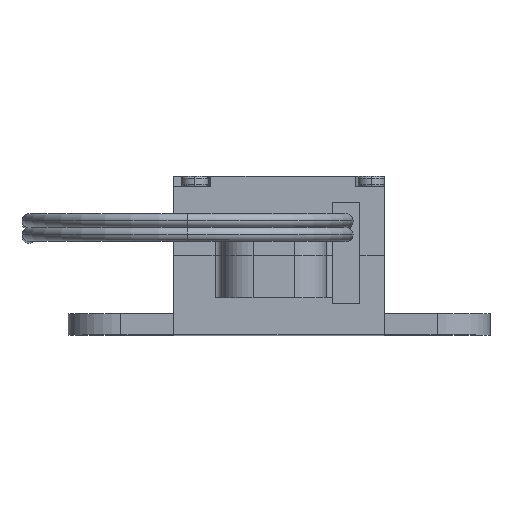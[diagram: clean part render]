
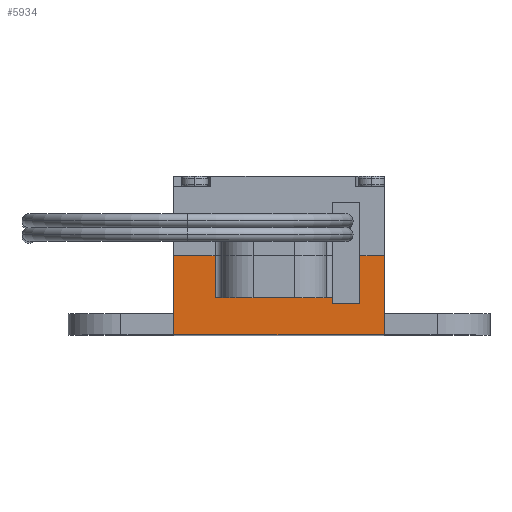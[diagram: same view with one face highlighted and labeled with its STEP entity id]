
A CAD part, top view. The second image highlights one B-rep face of the part: STEP entity #5934.
In plain terms, the highlighted planar face has unit normal (0, 0, 1).
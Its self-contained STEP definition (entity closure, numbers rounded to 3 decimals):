
#20 = EDGE_CURVE ( 'NONE', #11355, #12406, #10411, .T. ) ;
#142 = ORIENTED_EDGE ( 'NONE', *, *, #8153, .T. ) ;
#231 = EDGE_CURVE ( 'NONE', #10401, #4756, #5713, .T. ) ;
#416 = ORIENTED_EDGE ( 'NONE', *, *, #8717, .F. ) ;
#1731 = ORIENTED_EDGE ( 'NONE', *, *, #10150, .F. ) ;
#1732 = CARTESIAN_POINT ( 'NONE',  ( 17.6, 3., 0. ) ) ;
#2144 = ORIENTED_EDGE ( 'NONE', *, *, #231, .T. ) ;
#2250 = DIRECTION ( 'NONE',  ( 1., 0., 0. ) ) ;
#2593 = EDGE_CURVE ( 'NONE', #10401, #12406, #4228, .T. ) ;
#2611 = VERTEX_POINT ( 'NONE', #7810 ) ;
#2728 = CARTESIAN_POINT ( 'NONE',  ( 19.9, 7.5, 0. ) ) ;
#3529 = VERTEX_POINT ( 'NONE', #6374 ) ;
#4191 = DIRECTION ( 'NONE',  ( 1., 0., 0. ) ) ;
#4228 = LINE ( 'NONE', #6599, #10613 ) ;
#4257 = DIRECTION ( 'NONE',  ( -1., 0., 0. ) ) ;
#4361 = VECTOR ( 'NONE', #14963, 1000. ) ;
#4525 = DIRECTION ( 'NONE',  ( 0., -1., 0. ) ) ;
#4756 = VERTEX_POINT ( 'NONE', #9610 ) ;
#4849 = DIRECTION ( 'NONE',  ( -1., 0., 0. ) ) ;
#5189 = LINE ( 'NONE', #12991, #5531 ) ;
#5209 = EDGE_CURVE ( 'NONE', #7305, #14940, #5511, .T. ) ;
#5221 = ORIENTED_EDGE ( 'NONE', *, *, #20, .T. ) ;
#5252 = CARTESIAN_POINT ( 'NONE',  ( 17.6, 7.5, 0. ) ) ;
#5511 = LINE ( 'NONE', #8072, #8341 ) ;
#5531 = VECTOR ( 'NONE', #8224, 1000. ) ;
#5713 = LINE ( 'NONE', #12931, #8562 ) ;
#5934 = ADVANCED_FACE ( 'NONE', ( #11484 ), #10248, .F. ) ;
#5970 = DIRECTION ( 'NONE',  ( 0., -1., 0. ) ) ;
#6025 = CARTESIAN_POINT ( 'NONE',  ( 4.5, 3.5, 0. ) ) ;
#6219 = CARTESIAN_POINT ( 'NONE',  ( 15., 3., 0. ) ) ;
#6374 = CARTESIAN_POINT ( 'NONE',  ( 19.9, 0., 0. ) ) ;
#6599 = CARTESIAN_POINT ( 'NONE',  ( 19.9, 7.5, 0. ) ) ;
#6973 = AXIS2_PLACEMENT_3D ( 'NONE', #15034, #11443, #4257 ) ;
#7238 = VECTOR ( 'NONE', #14312, 1000. ) ;
#7305 = VERTEX_POINT ( 'NONE', #5252 ) ;
#7386 = VECTOR ( 'NONE', #5970, 1000. ) ;
#7431 = DIRECTION ( 'NONE',  ( 0., 1., 0. ) ) ;
#7562 = LINE ( 'NONE', #1732, #4361 ) ;
#7616 = VECTOR ( 'NONE', #4849, 1000. ) ;
#7810 = CARTESIAN_POINT ( 'NONE',  ( 17.6, 3., 0. ) ) ;
#8072 = CARTESIAN_POINT ( 'NONE',  ( 19.9, 7.5, 0. ) ) ;
#8153 = EDGE_CURVE ( 'NONE', #10670, #11355, #13272, .T. ) ;
#8224 = DIRECTION ( 'NONE',  ( 0., 1., 0. ) ) ;
#8341 = VECTOR ( 'NONE', #15278, 1000. ) ;
#8400 = CARTESIAN_POINT ( 'NONE',  ( 19.9, 7.5, 0. ) ) ;
#8562 = VECTOR ( 'NONE', #4525, 1000. ) ;
#8683 = CARTESIAN_POINT ( 'NONE',  ( 15., 3., 0. ) ) ;
#8717 = EDGE_CURVE ( 'NONE', #2611, #7305, #5189, .T. ) ;
#8920 = VECTOR ( 'NONE', #7431, 1000. ) ;
#9024 = EDGE_CURVE ( 'NONE', #10762, #10670, #11719, .T. ) ;
#9247 = CARTESIAN_POINT ( 'NONE',  ( 0., 7.5, 0. ) ) ;
#9350 = CARTESIAN_POINT ( 'NONE',  ( 3.9, 7.5, 0. ) ) ;
#9433 = LINE ( 'NONE', #11798, #15466 ) ;
#9610 = CARTESIAN_POINT ( 'NONE',  ( 0., 0., 0. ) ) ;
#9798 = EDGE_CURVE ( 'NONE', #14940, #3529, #10966, .T. ) ;
#10150 = EDGE_CURVE ( 'NONE', #10762, #2611, #7562, .T. ) ;
#10248 = PLANE ( 'NONE',  #6973 ) ;
#10401 = VERTEX_POINT ( 'NONE', #9247 ) ;
#10411 = LINE ( 'NONE', #13148, #7238 ) ;
#10613 = VECTOR ( 'NONE', #4191, 1000. ) ;
#10670 = VERTEX_POINT ( 'NONE', #14594 ) ;
#10762 = VERTEX_POINT ( 'NONE', #8683 ) ;
#10966 = LINE ( 'NONE', #8400, #7386 ) ;
#11200 = ORIENTED_EDGE ( 'NONE', *, *, #9024, .T. ) ;
#11355 = VERTEX_POINT ( 'NONE', #14728 ) ;
#11443 = DIRECTION ( 'NONE',  ( 0., 0., -1. ) ) ;
#11484 = FACE_OUTER_BOUND ( 'NONE', #15510, .T. ) ;
#11641 = ORIENTED_EDGE ( 'NONE', *, *, #5209, .F. ) ;
#11719 = LINE ( 'NONE', #6219, #8920 ) ;
#11798 = CARTESIAN_POINT ( 'NONE',  ( 19.9, 0., 0. ) ) ;
#11880 = EDGE_CURVE ( 'NONE', #4756, #3529, #9433, .T. ) ;
#12406 = VERTEX_POINT ( 'NONE', #9350 ) ;
#12931 = CARTESIAN_POINT ( 'NONE',  ( 0., 7.5, 0. ) ) ;
#12952 = ORIENTED_EDGE ( 'NONE', *, *, #11880, .T. ) ;
#12991 = CARTESIAN_POINT ( 'NONE',  ( 17.6, 3., 0. ) ) ;
#13148 = CARTESIAN_POINT ( 'NONE',  ( 3.9, 7.5, 0. ) ) ;
#13272 = LINE ( 'NONE', #6025, #7616 ) ;
#14312 = DIRECTION ( 'NONE',  ( 0., 1., 0. ) ) ;
#14594 = CARTESIAN_POINT ( 'NONE',  ( 15., 3.5, 0. ) ) ;
#14657 = ORIENTED_EDGE ( 'NONE', *, *, #2593, .F. ) ;
#14728 = CARTESIAN_POINT ( 'NONE',  ( 3.9, 3.5, 0. ) ) ;
#14875 = ORIENTED_EDGE ( 'NONE', *, *, #9798, .F. ) ;
#14940 = VERTEX_POINT ( 'NONE', #2728 ) ;
#14963 = DIRECTION ( 'NONE',  ( 1., 0., 0. ) ) ;
#15034 = CARTESIAN_POINT ( 'NONE',  ( 19.9, 7.5, 0. ) ) ;
#15278 = DIRECTION ( 'NONE',  ( 1., 0., 0. ) ) ;
#15466 = VECTOR ( 'NONE', #2250, 1000. ) ;
#15510 = EDGE_LOOP ( 'NONE', ( #142, #5221, #14657, #2144, #12952, #14875, #11641, #416, #1731, #11200 ) ) ;
